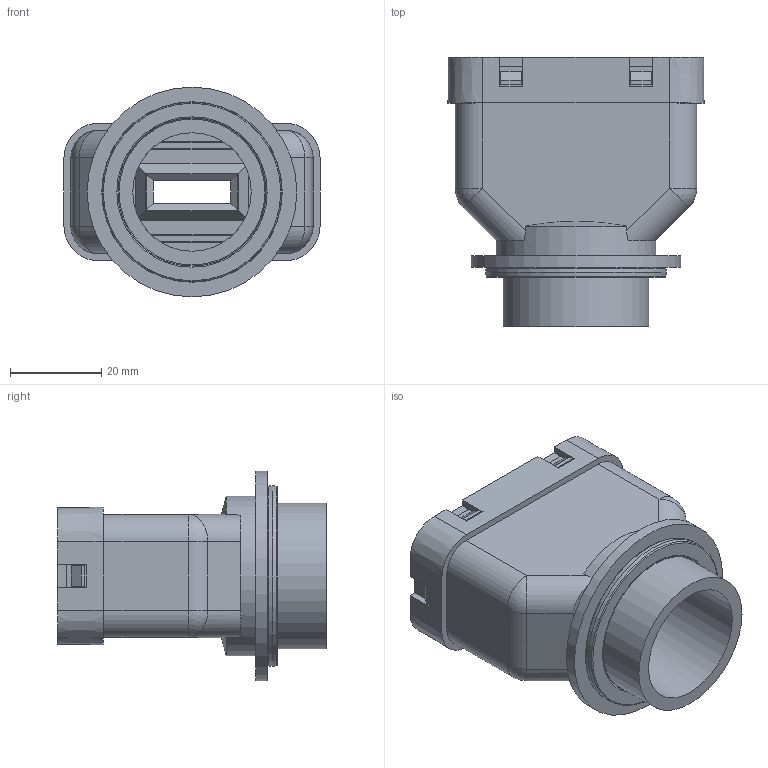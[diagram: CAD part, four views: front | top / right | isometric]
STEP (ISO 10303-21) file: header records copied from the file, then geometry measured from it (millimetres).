
FILE_DESCRIPTION (( 'STEP AP214' ), '1' );
FILE_NAME ('2013017.stp', '2022-05-30T12:27:32', ( '' ), ( '' ), 'SwSTEP 2.0', 'SolidWorks 2020', '' );
FILE_SCHEMA (( 'AUTOMOTIVE_DESIGN' ));
Length unit declared in the file: millimetre
Products named in the file (4): 093861_EV189-21-02-03; 093821_EV745-32; 2013017; 093840_EV289-32-01
Assembly tree (3 placements, depth 2):
  2013017
    093840_EV289-32-01
    093861_EV189-21-02-03
    093821_EV745-32
Bounding box: 56.17 x 59 x 46 mm (x, y, z)
Volume: 27894.9 mm3; surface area: 26694.3 mm2
Topology: 3 solids, 3 shells, 160 faces, 419 edges, 266 vertices
Faces by surface type: plane 115, cone 22, cylinder 15, sphere 4, torus 4
Full cylindrical faces by diameter (mm): 26 x1, 30.48 x1, 32 x1, 35 x1, 46 x1
Entity records: 4987 total; most frequent: CARTESIAN_POINT 888, ORIENTED_EDGE 808, DIRECTION 802, EDGE_CURVE 404, LINE 318, VECTOR 318, VERTEX_POINT 264, AXIS2_PLACEMENT_3D 242
